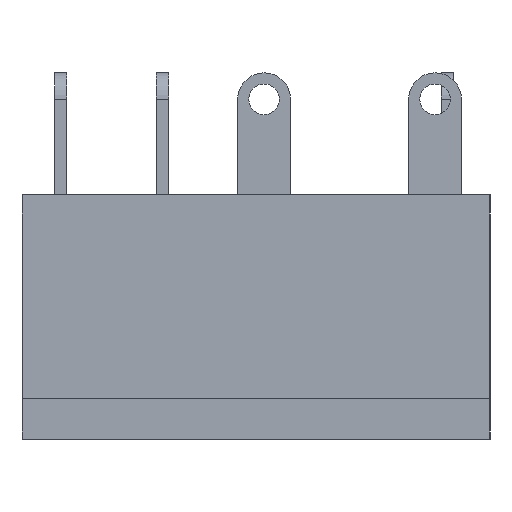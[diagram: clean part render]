
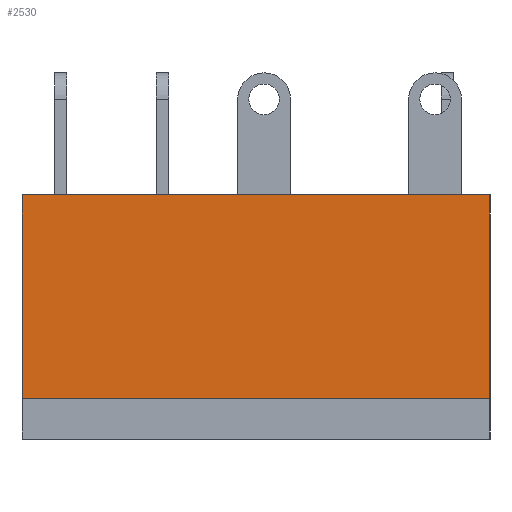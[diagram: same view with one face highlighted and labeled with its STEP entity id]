
A CAD part, left-side view. The second image highlights one B-rep face of the part: STEP entity #2530.
In plain terms, the highlighted planar face has unit normal (-1, 0, 0).
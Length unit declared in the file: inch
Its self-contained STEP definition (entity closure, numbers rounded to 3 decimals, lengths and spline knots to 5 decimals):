
#50 = VERTEX_POINT ( 'NONE', #3604 ) ;
#82 = CARTESIAN_POINT ( 'NONE',  ( -0.68898, 0.23425, -0.11811 ) ) ;
#90 = LINE ( 'NONE', #926, #1392 ) ;
#116 = CARTESIAN_POINT ( 'NONE',  ( -0.68898, -0.2185, 0.11811 ) ) ;
#265 = CARTESIAN_POINT ( 'NONE',  ( -0.68898, -0.2185, -0.07874 ) ) ;
#408 = ORIENTED_EDGE ( 'NONE', *, *, #2317, .F. ) ;
#623 = DIRECTION ( 'NONE',  ( 0., 0., 1. ) ) ;
#926 = CARTESIAN_POINT ( 'NONE',  ( -0.68898, 0.23425, 0.11811 ) ) ;
#1130 = CARTESIAN_POINT ( 'NONE',  ( -0.68898, -0.2185, -0.11811 ) ) ;
#1147 = VECTOR ( 'NONE', #623, 39.37008 ) ;
#1332 = CARTESIAN_POINT ( 'NONE',  ( -0.68898, -0.2185, -0.07874 ) ) ;
#1355 = VERTEX_POINT ( 'NONE', #1332 ) ;
#1392 = VECTOR ( 'NONE', #2473, 39.37008 ) ;
#1455 = AXIS2_PLACEMENT_3D ( 'NONE', #3784, #1778, #2960 ) ;
#1722 = VERTEX_POINT ( 'NONE', #3286 ) ;
#1725 = LINE ( 'NONE', #1130, #2332 ) ;
#1778 = DIRECTION ( 'NONE',  ( 1., 0., 0. ) ) ;
#1797 = ORIENTED_EDGE ( 'NONE', *, *, #2551, .F. ) ;
#2022 = DIRECTION ( 'NONE',  ( 0., 1., 0. ) ) ;
#2201 = ORIENTED_EDGE ( 'NONE', *, *, #2918, .F. ) ;
#2317 = EDGE_CURVE ( 'NONE', #50, #3285, #90, .T. ) ;
#2332 = VECTOR ( 'NONE', #2886, 39.37008 ) ;
#2473 = DIRECTION ( 'NONE',  ( 0., -1., 0. ) ) ;
#2530 = ADVANCED_FACE ( 'NONE', ( #3769 ), #3246, .F. ) ;
#2551 = EDGE_CURVE ( 'NONE', #1722, #50, #3338, .T. ) ;
#2698 = VECTOR ( 'NONE', #2022, 39.37008 ) ;
#2741 = EDGE_LOOP ( 'NONE', ( #2201, #3548, #408, #1797 ) ) ;
#2886 = DIRECTION ( 'NONE',  ( 0., 0., 1. ) ) ;
#2915 = EDGE_CURVE ( 'NONE', #1355, #3285, #1725, .T. ) ;
#2918 = EDGE_CURVE ( 'NONE', #1355, #1722, #3462, .T. ) ;
#2960 = DIRECTION ( 'NONE',  ( 0., 0., -1. ) ) ;
#3246 = PLANE ( 'NONE',  #1455 ) ;
#3285 = VERTEX_POINT ( 'NONE', #116 ) ;
#3286 = CARTESIAN_POINT ( 'NONE',  ( -0.68898, 0.23425, -0.07874 ) ) ;
#3338 = LINE ( 'NONE', #82, #1147 ) ;
#3462 = LINE ( 'NONE', #265, #2698 ) ;
#3548 = ORIENTED_EDGE ( 'NONE', *, *, #2915, .T. ) ;
#3604 = CARTESIAN_POINT ( 'NONE',  ( -0.68898, 0.23425, 0.11811 ) ) ;
#3769 = FACE_OUTER_BOUND ( 'NONE', #2741, .T. ) ;
#3784 = CARTESIAN_POINT ( 'NONE',  ( -0.68898, 0.23425, -0.11811 ) ) ;
